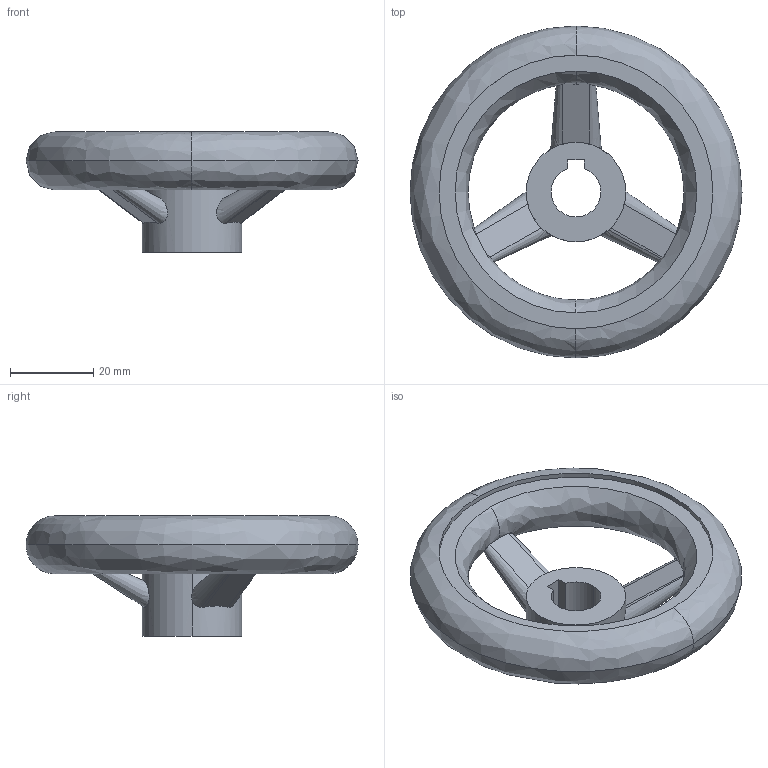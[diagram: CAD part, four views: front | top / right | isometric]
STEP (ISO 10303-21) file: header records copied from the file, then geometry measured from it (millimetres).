
FILE_DESCRIPTION (( 'STEP AP214' ), '1' );
FILE_NAME ('245900101.stp', '2021-08-25T06:02:47', ( '' ), ( '' ), 'SwSTEP 2.0', 'SolidWorks 2019', '' );
FILE_SCHEMA (( 'AUTOMOTIVE_DESIGN' ));
Length unit declared in the file: millimetre
Products named in the file (1): 245900101
Bounding box: 80 x 80 x 29 mm (x, y, z)
Volume: 38183.9 mm3; surface area: 13169.7 mm2
Topology: 1 solids, 1 shells, 36 faces, 103 edges, 68 vertices
Faces by surface type: plane 13, cylinder 9, cone 8, bspline 6
Entity records: 1592 total; most frequent: CARTESIAN_POINT 662, ORIENTED_EDGE 206, DIRECTION 166, EDGE_CURVE 103, VERTEX_POINT 68, AXIS2_PLACEMENT_3D 66, EDGE_LOOP 43, ADVANCED_FACE 36
